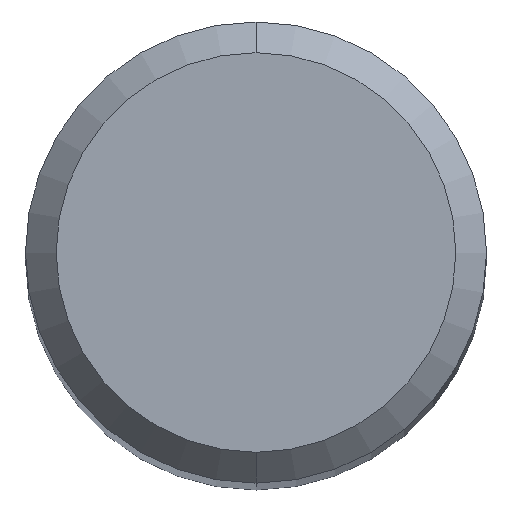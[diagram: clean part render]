
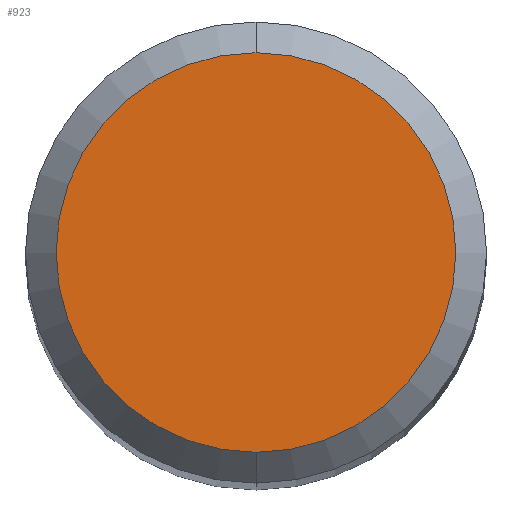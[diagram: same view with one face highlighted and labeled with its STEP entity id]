
A CAD part, top view. The second image highlights one B-rep face of the part: STEP entity #923.
In plain terms, the highlighted planar face has unit normal (0, 0, 1).
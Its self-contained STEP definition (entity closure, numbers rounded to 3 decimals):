
#397=VERTEX_POINT('',#1021);
#563=VERTEX_POINT('',#1204);
#695=EDGE_CURVE('',#397,#563,#1352,.T.);
#723=EDGE_CURVE('',#563,#397,#1383,.T.);
#923=ADVANCED_FACE('',(#1597),#1598,.T.);
#1021=CARTESIAN_POINT('',(0.0,2.6,0.0));
#1204=CARTESIAN_POINT('',(0.,-2.6,0.0));
#1352=CIRCLE('',#6823,2.6);
#1383=CIRCLE('',#7044,2.6);
#1597=FACE_OUTER_BOUND('',#9104,.T.);
#1598=PLANE('',#9105);
#6823=AXIS2_PLACEMENT_3D('',#9789,#9790,#9791);
#7044=AXIS2_PLACEMENT_3D('',#9825,#9826,#9827);
#9104=EDGE_LOOP('',(#10008,#10009));
#9105=AXIS2_PLACEMENT_3D('',#10010,#10011,#10012);
#9789=CARTESIAN_POINT('',(0.0,0.0,0.0));
#9790=DIRECTION('',(0.0,0.0,-1.0));
#9791=DIRECTION('',(0.0,1.0,0.0));
#9825=CARTESIAN_POINT('',(0.0,0.0,0.0));
#9826=DIRECTION('',(0.0,0.0,-1.0));
#9827=DIRECTION('',(0.0,1.0,0.0));
#10008=ORIENTED_EDGE('',*,*,#695,.F.);
#10009=ORIENTED_EDGE('',*,*,#723,.F.);
#10010=CARTESIAN_POINT('',(0.0,1.3,0.0));
#10011=DIRECTION('',(-0.0,0.0,1.0));
#10012=DIRECTION('',(0.0,-1.0,0.0));
